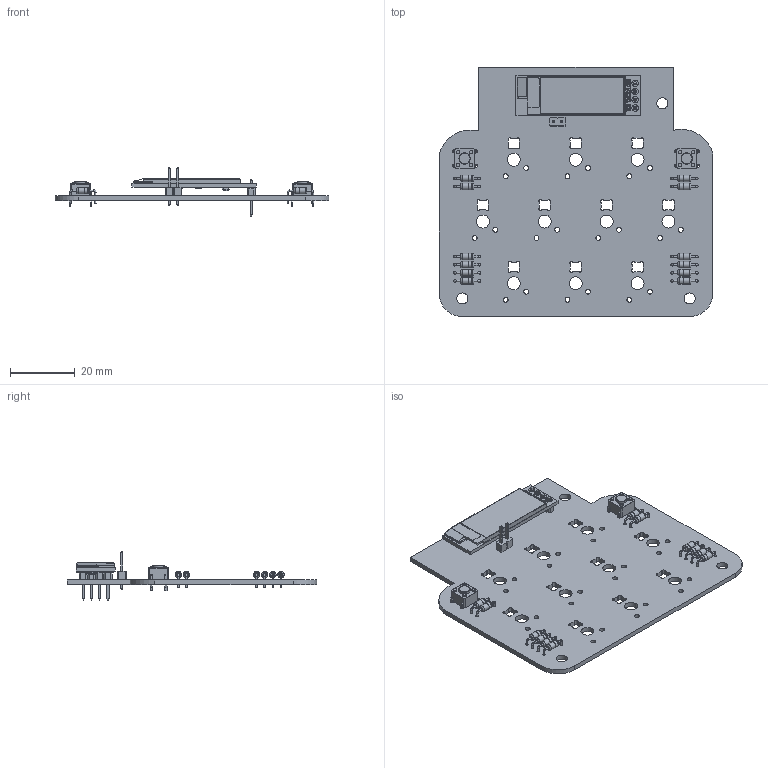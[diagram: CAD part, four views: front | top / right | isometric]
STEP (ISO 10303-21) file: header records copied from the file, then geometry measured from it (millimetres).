
FILE_DESCRIPTION(('KiCad electronic assembly'),'2;1');
FILE_NAME('PotatoPAD_PCB.step','2026-01-09T18:40:11',('Pcbnew'),('Kicad' ),'Open CASCADE STEP processor 7.9','KiCad to STEP converter', 'Unknown');
FILE_SCHEMA(('AUTOMOTIVE_DESIGN { 1 0 10303 214 1 1 1 1 }'));
Length unit declared in the file: millimetre
Products named in the file (11): PotatoPAD_PCB 1; D_DO-35_SOD27_P7.62mm_Horizontal; SW_PUSH_6mm; PinHeader_1x02_P2.54mm_Vertical; OLED_0.91_128x32; Pin Header 4 x 1 TH 2.54mm Pitch; RESC-0603; 2SD0601A; Hakpadd_PCB; PotatoPAD_PCB 2
Assembly tree (33 placements, depth 3):
  PotatoPAD_PCB 1
    D_DO-35_SOD27_P7.62mm_Horizontal  x12
    SW_PUSH_6mm  x2
    PinHeader_1x02_P2.54mm_Vertical
    OLED_0.91_128x32
      OLED_0.91_128x32
      Pin Header 4 x 1 TH 2.54mm Pitch
      RESC-0603  x13
      2SD0601A
    Hakpadd_PCB
  PotatoPAD_PCB 2
Bounding box: 84.4 x 76.8 x 14.89 mm (x, y, z)
Volume: 10077.5 mm3; surface area: 15426.2 mm2
Topology: 80 solids, 80 shells, 1834 faces, 4604 edges, 2994 vertices
Faces by surface type: plane 1134, cylinder 540, bspline 110, torus 50
Full cylindrical faces by diameter (mm): 0.5 x36, 0.8 x24, 1 x18, 1.1 x8, 1.5 x20, 2 x32, 2.02 x12, 3.4 x3, 3.5 x2, 4 x10
Entity records: 32790 total; most frequent: CARTESIAN_POINT 6465, ORIENTED_EDGE 4910, DIRECTION 4515, EDGE_CURVE 2455, LINE 1637, VECTOR 1637, VERTEX_POINT 1605, AXIS2_PLACEMENT_3D 1439
